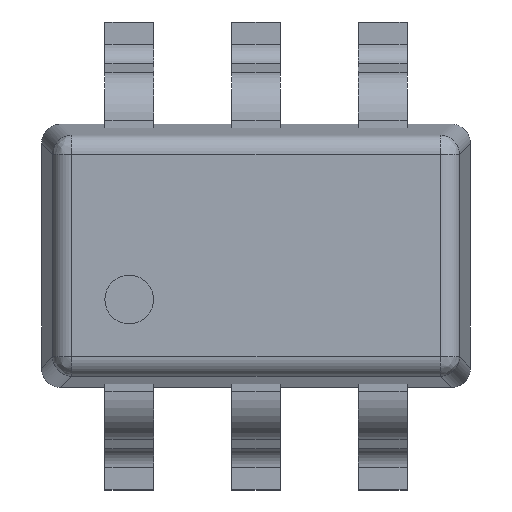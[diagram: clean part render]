
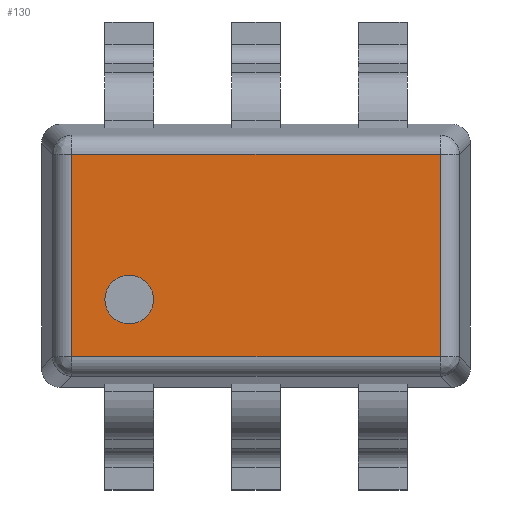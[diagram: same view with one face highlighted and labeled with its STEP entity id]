
A CAD part, top view. The second image highlights one B-rep face of the part: STEP entity #130.
In plain terms, the highlighted planar face has unit normal (0, 0, 1).
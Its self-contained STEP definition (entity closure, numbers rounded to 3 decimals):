
#130=ADVANCED_FACE('',(#1235,#1237),#1239,.T.);
#1235=FACE_BOUND('',#1236,.T.);
#1236=EDGE_LOOP('',(#2200,#2201,#2202,#2203));
#1237=FACE_BOUND('',#1238,.T.);
#1238=EDGE_LOOP('',(#2204));
#1239=PLANE('',#1240);
#1240=AXIS2_PLACEMENT_3D('',#1241,#1242,#1243);
#1241=CARTESIAN_POINT('',(0.,0.,1.1));
#1242=DIRECTION('',(0.,0.,1.));
#1243=DIRECTION('',(1.,0.,0.));
#2200=ORIENTED_EDGE('',*,*,#2786,.T.);
#2201=ORIENTED_EDGE('',*,*,#2787,.T.);
#2202=ORIENTED_EDGE('',*,*,#2788,.T.);
#2203=ORIENTED_EDGE('',*,*,#2789,.T.);
#2204=ORIENTED_EDGE('',*,*,#2785,.F.);
#2785=EDGE_CURVE('',#3090,#3090,#3091,.T.);
#2786=EDGE_CURVE('',#3092,#3093,#3094,.T.);
#2787=EDGE_CURVE('',#3093,#3095,#3096,.T.);
#2788=EDGE_CURVE('',#3095,#3097,#3098,.T.);
#2789=EDGE_CURVE('',#3097,#3092,#3099,.T.);
#3090=VERTEX_POINT('',#3620);
#3091=CIRCLE('',#3621,0.125);
#3092=VERTEX_POINT('',#3625);
#3093=VERTEX_POINT('',#3626);
#3094=LINE('',#3627,#3628);
#3095=VERTEX_POINT('',#3630);
#3096=LINE('',#3631,#3632);
#3097=VERTEX_POINT('',#3634);
#3098=LINE('',#3635,#3636);
#3099=LINE('',#3638,#3639);
#3620=CARTESIAN_POINT('',(-0.525,-0.225,1.1));
#3621=AXIS2_PLACEMENT_3D('',#3622,#3623,#3624);
#3622=CARTESIAN_POINT('',(-0.65,-0.225,1.1));
#3623=DIRECTION('',(0.,0.,1.));
#3624=DIRECTION('',(1.,0.,0.));
#3625=CARTESIAN_POINT('',(0.944,0.519,1.1));
#3626=CARTESIAN_POINT('',(-0.944,0.519,1.1));
#3627=CARTESIAN_POINT('',(0.944,0.519,1.1));
#3628=VECTOR('',#3629,1.);
#3629=DIRECTION('',(-1.,0.,0.));
#3630=CARTESIAN_POINT('',(-0.944,-0.519,1.1));
#3631=CARTESIAN_POINT('',(-0.944,0.519,1.1));
#3632=VECTOR('',#3633,1.);
#3633=DIRECTION('',(0.,-1.,0.));
#3634=CARTESIAN_POINT('',(0.944,-0.519,1.1));
#3635=CARTESIAN_POINT('',(-0.944,-0.519,1.1));
#3636=VECTOR('',#3637,1.);
#3637=DIRECTION('',(1.,0.,0.));
#3638=CARTESIAN_POINT('',(0.944,-0.519,1.1));
#3639=VECTOR('',#3640,1.);
#3640=DIRECTION('',(0.,1.,0.));
